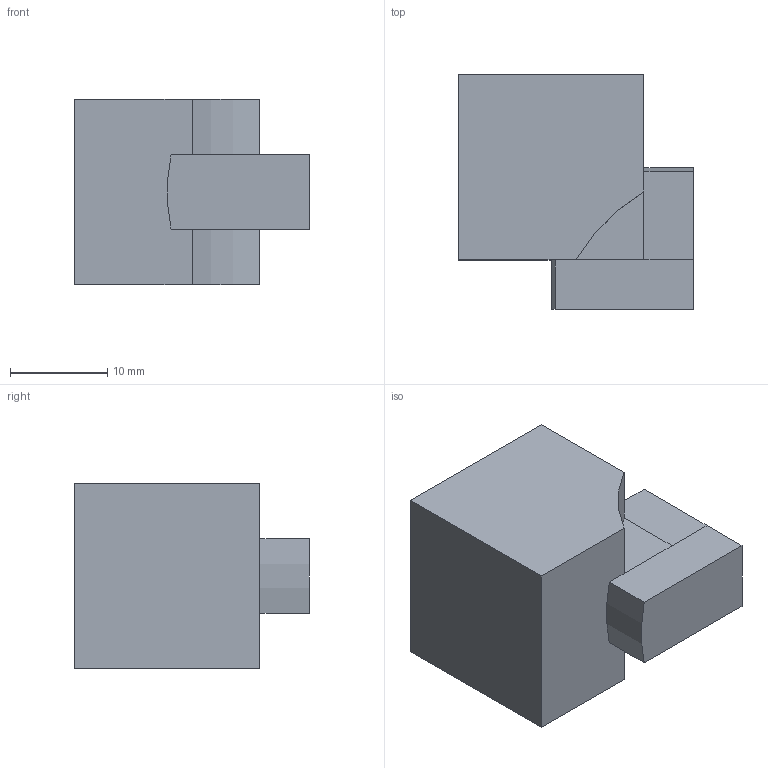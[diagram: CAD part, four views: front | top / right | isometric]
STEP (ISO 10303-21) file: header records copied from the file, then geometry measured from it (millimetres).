
FILE_DESCRIPTION(('FreeCAD Model'),'2;1');
FILE_NAME( 'edgePiece.step' ,'2017-12-03T04:52:35',('Author'),(''), 'Open CASCADE STEP processor 6.8','FreeCAD','Unknown');
FILE_SCHEMA(('AUTOMOTIVE_DESIGN_CC2 { 1 2 10303 214 -1 1 5 4 }'));
Length unit declared in the file: millimetre
Products named in the file (2): ASSEMBLY; edgePiece
Assembly tree (1 placements, depth 2):
  ASSEMBLY
    edgePiece
Bounding box: 24.13 x 24.13 x 19.05 mm (x, y, z)
Volume: 7510.7 mm3; surface area: 2524.7 mm2
Topology: 1 solids, 1 shells, 19 faces, 45 edges, 28 vertices
Faces by surface type: plane 15, cylinder 4
Entity records: 1163 total; most frequent: CARTESIAN_POINT 220, DIRECTION 169, LINE 107, VECTOR 107, ORIENTED_EDGE 90, PCURVE 90, DEFINITIONAL_REPRESENTATION 90, EDGE_CURVE 45
